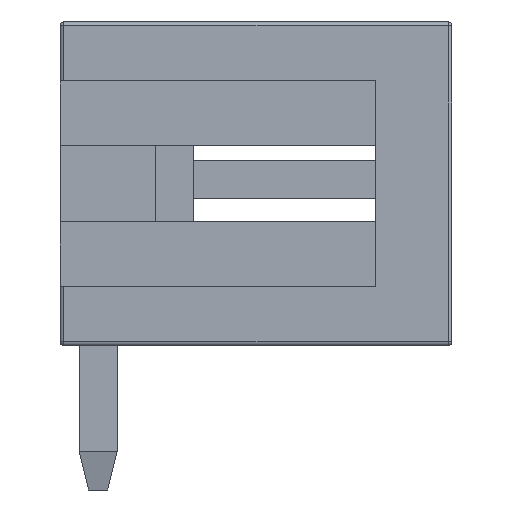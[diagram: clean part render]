
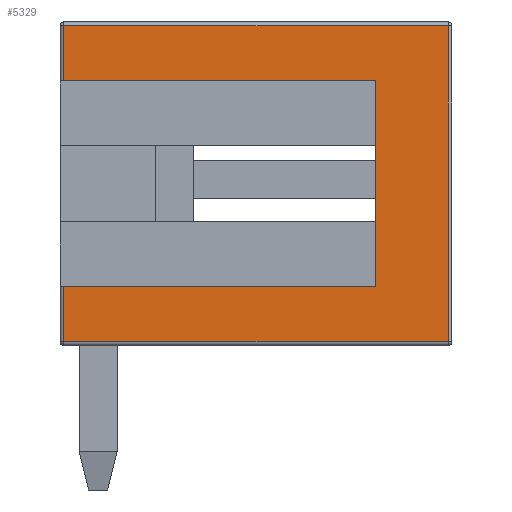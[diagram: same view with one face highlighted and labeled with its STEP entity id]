
A CAD part, left-side view. The second image highlights one B-rep face of the part: STEP entity #5329.
In plain terms, the highlighted planar face has unit normal (-1, 0, 0).
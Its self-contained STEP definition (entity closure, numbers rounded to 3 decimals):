
#2292 = VERTEX_POINT('',#2293);
#2293 = CARTESIAN_POINT('',(-2.8,0.9,0.1));
#2300 = EDGE_CURVE('',#2292,#2301,#2303,.T.);
#2301 = VERTEX_POINT('',#2302);
#2302 = CARTESIAN_POINT('',(-2.8,-9.2,0.1));
#2303 = LINE('',#2304,#2305);
#2304 = CARTESIAN_POINT('',(-2.8,1.,0.1));
#2305 = VECTOR('',#2306,1.);
#2306 = DIRECTION('',(0.,-1.,0.));
#5329 = ADVANCED_FACE('',(#5330),#5387,.F.);
#5330 = FACE_BOUND('',#5331,.F.);
#5331 = EDGE_LOOP('',(#5332,#5333,#5341,#5349,#5357,#5365,#5373,#5381));
#5332 = ORIENTED_EDGE('',*,*,#2300,.F.);
#5333 = ORIENTED_EDGE('',*,*,#5334,.F.);
#5334 = EDGE_CURVE('',#5335,#2292,#5337,.T.);
#5335 = VERTEX_POINT('',#5336);
#5336 = CARTESIAN_POINT('',(-2.8,0.9,1.55));
#5337 = LINE('',#5338,#5339);
#5338 = CARTESIAN_POINT('',(-2.8,0.9,8.5));
#5339 = VECTOR('',#5340,1.);
#5340 = DIRECTION('',(0.,0.,-1.));
#5341 = ORIENTED_EDGE('',*,*,#5342,.F.);
#5342 = EDGE_CURVE('',#5343,#5335,#5345,.T.);
#5343 = VERTEX_POINT('',#5344);
#5344 = CARTESIAN_POINT('',(-2.8,-7.3,1.55));
#5345 = LINE('',#5346,#5347);
#5346 = CARTESIAN_POINT('',(-2.8,-3.15,1.55));
#5347 = VECTOR('',#5348,1.);
#5348 = DIRECTION('',(0.,1.,0.));
#5349 = ORIENTED_EDGE('',*,*,#5350,.F.);
#5350 = EDGE_CURVE('',#5351,#5343,#5353,.T.);
#5351 = VERTEX_POINT('',#5352);
#5352 = CARTESIAN_POINT('',(-2.8,-7.3,6.95));
#5353 = LINE('',#5354,#5355);
#5354 = CARTESIAN_POINT('',(-2.8,-7.3,6.375));
#5355 = VECTOR('',#5356,1.);
#5356 = DIRECTION('',(0.,0.,-1.));
#5357 = ORIENTED_EDGE('',*,*,#5358,.F.);
#5358 = EDGE_CURVE('',#5359,#5351,#5361,.T.);
#5359 = VERTEX_POINT('',#5360);
#5360 = CARTESIAN_POINT('',(-2.8,0.9,6.95));
#5361 = LINE('',#5362,#5363);
#5362 = CARTESIAN_POINT('',(-2.8,5.15,6.95));
#5363 = VECTOR('',#5364,1.);
#5364 = DIRECTION('',(0.,-1.,0.));
#5365 = ORIENTED_EDGE('',*,*,#5366,.F.);
#5366 = EDGE_CURVE('',#5367,#5359,#5369,.T.);
#5367 = VERTEX_POINT('',#5368);
#5368 = CARTESIAN_POINT('',(-2.8,0.9,8.4));
#5369 = LINE('',#5370,#5371);
#5370 = CARTESIAN_POINT('',(-2.8,0.9,8.5));
#5371 = VECTOR('',#5372,1.);
#5372 = DIRECTION('',(0.,0.,-1.));
#5373 = ORIENTED_EDGE('',*,*,#5374,.T.);
#5374 = EDGE_CURVE('',#5367,#5375,#5377,.T.);
#5375 = VERTEX_POINT('',#5376);
#5376 = CARTESIAN_POINT('',(-2.8,-9.2,8.4));
#5377 = LINE('',#5378,#5379);
#5378 = CARTESIAN_POINT('',(-2.8,1.,8.4));
#5379 = VECTOR('',#5380,1.);
#5380 = DIRECTION('',(0.,-1.,0.));
#5381 = ORIENTED_EDGE('',*,*,#5382,.T.);
#5382 = EDGE_CURVE('',#5375,#2301,#5383,.T.);
#5383 = LINE('',#5384,#5385);
#5384 = CARTESIAN_POINT('',(-2.8,-9.2,8.5));
#5385 = VECTOR('',#5386,1.);
#5386 = DIRECTION('',(0.,0.,-1.));
#5387 = PLANE('',#5388);
#5388 = AXIS2_PLACEMENT_3D('',#5389,#5390,#5391);
#5389 = CARTESIAN_POINT('',(-2.8,1.,8.5));
#5390 = DIRECTION('',(1.,0.,0.));
#5391 = DIRECTION('',(0.,0.,-1.));
